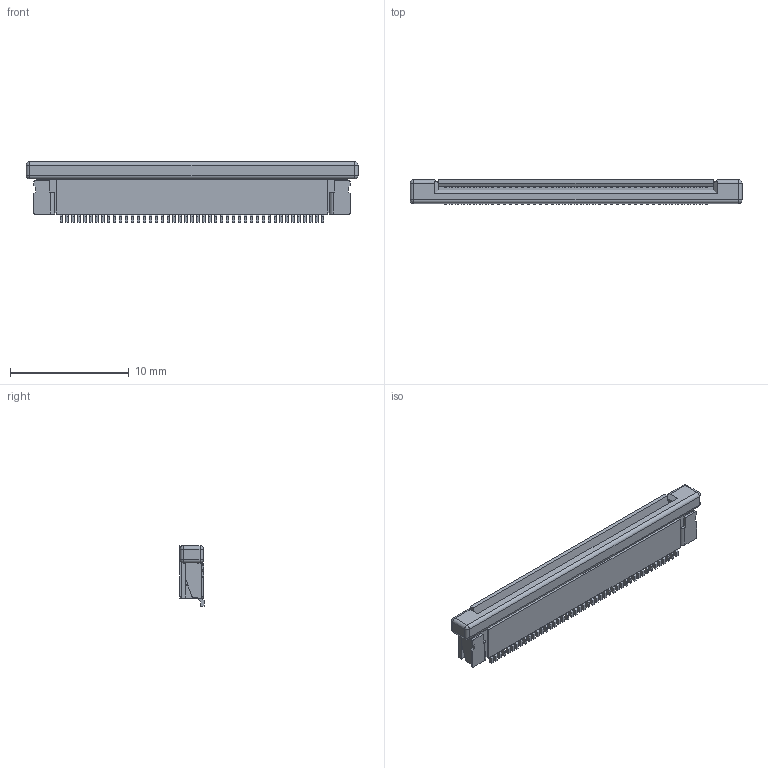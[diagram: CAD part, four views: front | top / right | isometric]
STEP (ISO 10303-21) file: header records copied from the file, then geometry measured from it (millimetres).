
FILE_DESCRIPTION(/* description */ (''),/* implementation_level */ '2;1');
FILE_NAME(/* name */ '4-1734839-5.step',/* time_stamp */ '2021-10-12T15:53:29+02:00',/* author */ (''),/* organization */ (''),/* preprocessor_version */ 'ST-DEVELOPER v18.1',/* originating_system */ 'Autodesk Translation Framework v10.10.0.1391',/* authorisation */ '');
FILE_SCHEMA (('AUTOMOTIVE_DESIGN { 1 0 10303 214 3 1 1 }'));
Length unit declared in the file: millimetre
Products named in the file (1): (Unsaved)
Bounding box: 27.93 x 2.05 x 5.11 mm (x, y, z)
Volume: 202 mm3; surface area: 615.6 mm2
Topology: 1 solids, 1 shells, 704 faces, 1945 edges, 1278 vertices
Faces by surface type: plane 621, cylinder 75, sphere 8
Entity records: 22754 total; most frequent: CARTESIAN_POINT 3928, ORIENTED_EDGE 3890, DIRECTION 3507, EDGE_CURVE 1945, LINE 1793, VECTOR 1793, VERTEX_POINT 1278, AXIS2_PLACEMENT_3D 857
